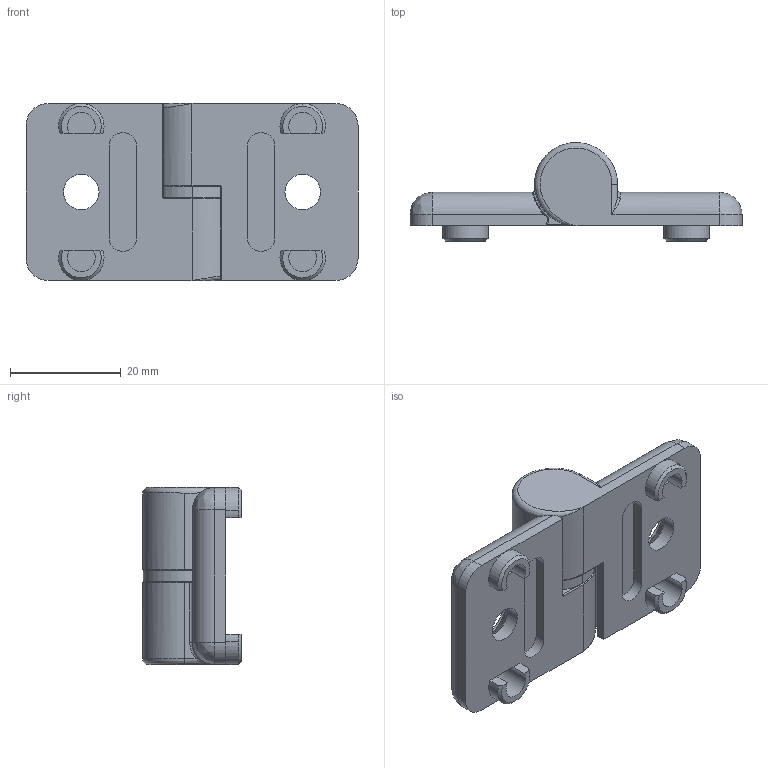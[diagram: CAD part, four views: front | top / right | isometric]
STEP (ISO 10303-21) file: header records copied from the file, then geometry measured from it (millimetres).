
FILE_DESCRIPTION (( 'STEP AP214' ), '1' );
FILE_NAME ('7228700', '2019-01-30T08:59:10', ( '' ), ('JUGARD+KÜNSTNER GmbH'), 'SwSTEP 2.0', 'SolidWorks 2017', '' );
FILE_SCHEMA (( 'AUTOMOTIVE_DESIGN' ));
Length unit declared in the file: millimetre
Products named in the file (4): Part2; Part3; Part4; 7228700
Assembly tree (4 placements, depth 2):
  7228700
    Part4  x2
    Part3
    Part2
Bounding box: 60 x 17.8 x 32 mm (x, y, z)
Volume: 13077.7 mm3; surface area: 8006.8 mm2
Topology: 4 solids, 4 shells, 160 faces, 398 edges, 242 vertices
Faces by surface type: cylinder 76, plane 50, bspline 18, cone 16
Entity records: 4245 total; most frequent: CARTESIAN_POINT 1002, DIRECTION 462, ORIENTED_EDGE 424, EDGE_CURVE 212, AXIS2_PLACEMENT_3D 183, VERTEX_POINT 132, UNCERTAINTY_MEASURE_WITH_UNIT 101, EDGE_LOOP 100
